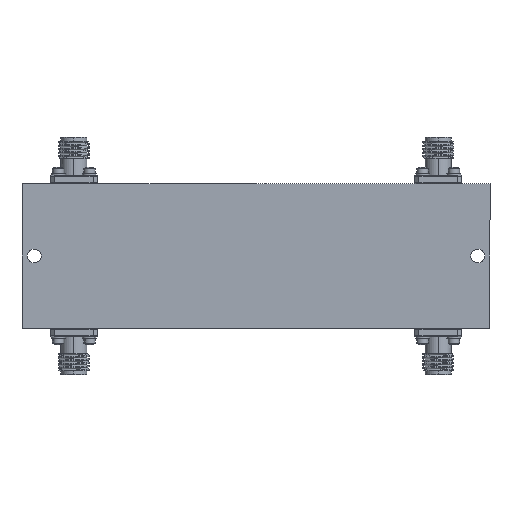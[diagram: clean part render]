
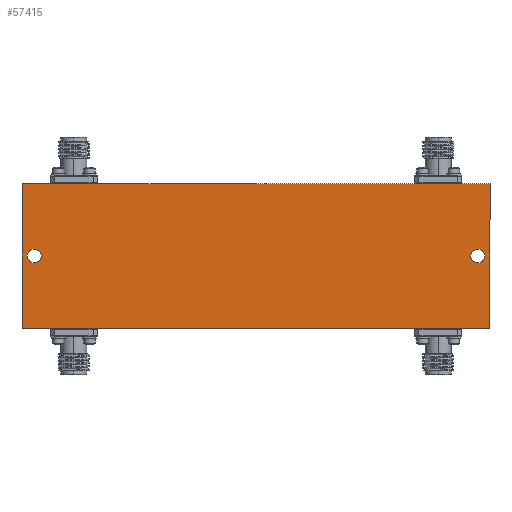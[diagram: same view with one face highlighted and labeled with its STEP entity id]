
A CAD part, front view. The second image highlights one B-rep face of the part: STEP entity #57415.
In plain terms, the highlighted planar face has unit normal (0, -1, 0).
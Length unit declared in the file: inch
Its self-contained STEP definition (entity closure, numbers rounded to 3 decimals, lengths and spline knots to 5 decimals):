
#122 = ORIENTED_EDGE ( 'NONE', *, *, #73122, .F. ) ;
#437 = ORIENTED_EDGE ( 'NONE', *, *, #71628, .T. ) ;
#2818 = EDGE_CURVE ( 'NONE', #20099, #26941, #22189, .T. ) ;
#3652 = CARTESIAN_POINT ( 'NONE',  ( -1.87, 0., -0.5785 ) ) ;
#3955 = VECTOR ( 'NONE', #19317, 39.37008 ) ;
#5559 = CARTESIAN_POINT ( 'NONE',  ( 0., 0., 0. ) ) ;
#6315 = CARTESIAN_POINT ( 'NONE',  ( -1.87, 0., 0.5785 ) ) ;
#6877 = CARTESIAN_POINT ( 'NONE',  ( -1.7715, 0., -0.055 ) ) ;
#7086 = LINE ( 'NONE', #57635, #54177 ) ;
#7224 = DIRECTION ( 'NONE',  ( 0., 1., 0. ) ) ;
#7270 = VERTEX_POINT ( 'NONE', #38543 ) ;
#7542 = CIRCLE ( 'NONE', #11422, 0.055 ) ;
#11110 = CIRCLE ( 'NONE', #48594, 0.055 ) ;
#11422 = AXIS2_PLACEMENT_3D ( 'NONE', #22876, #54008, #22066 ) ;
#12030 = AXIS2_PLACEMENT_3D ( 'NONE', #5559, #29910, #79663 ) ;
#12318 = CARTESIAN_POINT ( 'NONE',  ( 1.7715, 0., 0.055 ) ) ;
#12810 = ORIENTED_EDGE ( 'NONE', *, *, #63877, .F. ) ;
#14767 = DIRECTION ( 'NONE',  ( 0., 0., 1. ) ) ;
#18478 = LINE ( 'NONE', #6315, #3955 ) ;
#18655 = EDGE_CURVE ( 'NONE', #43694, #7270, #7542, .T. ) ;
#19317 = DIRECTION ( 'NONE',  ( 1., 0., 0. ) ) ;
#20099 = VERTEX_POINT ( 'NONE', #12318 ) ;
#20392 = ORIENTED_EDGE ( 'NONE', *, *, #25978, .T. ) ;
#22066 = DIRECTION ( 'NONE',  ( 0., 0., 1. ) ) ;
#22189 = CIRCLE ( 'NONE', #40306, 0.055 ) ;
#22876 = CARTESIAN_POINT ( 'NONE',  ( -1.7715, 0., 0. ) ) ;
#25978 = EDGE_CURVE ( 'NONE', #26941, #20099, #11110, .T. ) ;
#26941 = VERTEX_POINT ( 'NONE', #69576 ) ;
#27924 = PLANE ( 'NONE',  #12030 ) ;
#28573 = CARTESIAN_POINT ( 'NONE',  ( -1.7715, 0., 0. ) ) ;
#28966 = DIRECTION ( 'NONE',  ( 0., 1., 0. ) ) ;
#29910 = DIRECTION ( 'NONE',  ( 0., 1., 0. ) ) ;
#34390 = FACE_BOUND ( 'NONE', #63096, .T. ) ;
#38322 = EDGE_CURVE ( 'NONE', #45153, #62631, #7086, .T. ) ;
#38543 = CARTESIAN_POINT ( 'NONE',  ( -1.7715, 0., 0.055 ) ) ;
#39423 = DIRECTION ( 'NONE',  ( 0., 0., 1. ) ) ;
#40306 = AXIS2_PLACEMENT_3D ( 'NONE', #69406, #75470, #39423 ) ;
#42882 = CARTESIAN_POINT ( 'NONE',  ( 1.7715, 0., 0. ) ) ;
#43303 = VECTOR ( 'NONE', #56117, 39.37008 ) ;
#43694 = VERTEX_POINT ( 'NONE', #6877 ) ;
#43716 = DIRECTION ( 'NONE',  ( 0., 0., 1. ) ) ;
#44424 = CARTESIAN_POINT ( 'NONE',  ( 1.87, 0., -0.5785 ) ) ;
#45153 = VERTEX_POINT ( 'NONE', #80020 ) ;
#45387 = ORIENTED_EDGE ( 'NONE', *, *, #73668, .F. ) ;
#48594 = AXIS2_PLACEMENT_3D ( 'NONE', #42882, #7224, #43716 ) ;
#49272 = AXIS2_PLACEMENT_3D ( 'NONE', #28573, #28966, #77904 ) ;
#50474 = CARTESIAN_POINT ( 'NONE',  ( 1.87, 0., -0.5785 ) ) ;
#52086 = EDGE_LOOP ( 'NONE', ( #122, #45387, #61885, #12810 ) ) ;
#53140 = CIRCLE ( 'NONE', #49272, 0.055 ) ;
#54008 = DIRECTION ( 'NONE',  ( 0., 1., 0. ) ) ;
#54177 = VECTOR ( 'NONE', #14767, 39.37008 ) ;
#56117 = DIRECTION ( 'NONE',  ( 0., 0., -1. ) ) ;
#57415 = ADVANCED_FACE ( 'NONE', ( #34390, #72356, #60197 ), #27924, .F. ) ;
#57635 = CARTESIAN_POINT ( 'NONE',  ( -1.87, 0., -0.5785 ) ) ;
#60197 = FACE_OUTER_BOUND ( 'NONE', #52086, .T. ) ;
#60827 = CARTESIAN_POINT ( 'NONE',  ( 1.87, 0., 0.5785 ) ) ;
#61885 = ORIENTED_EDGE ( 'NONE', *, *, #38322, .F. ) ;
#62631 = VERTEX_POINT ( 'NONE', #73776 ) ;
#63096 = EDGE_LOOP ( 'NONE', ( #437, #74934 ) ) ;
#63877 = EDGE_CURVE ( 'NONE', #70588, #45153, #77739, .T. ) ;
#64634 = EDGE_LOOP ( 'NONE', ( #78789, #20392 ) ) ;
#66534 = VERTEX_POINT ( 'NONE', #60827 ) ;
#69406 = CARTESIAN_POINT ( 'NONE',  ( 1.7715, 0., 0. ) ) ;
#69576 = CARTESIAN_POINT ( 'NONE',  ( 1.7715, 0., -0.055 ) ) ;
#70588 = VERTEX_POINT ( 'NONE', #44424 ) ;
#71628 = EDGE_CURVE ( 'NONE', #7270, #43694, #53140, .T. ) ;
#71647 = DIRECTION ( 'NONE',  ( -1., 0., 0. ) ) ;
#72356 = FACE_BOUND ( 'NONE', #64634, .T. ) ;
#73122 = EDGE_CURVE ( 'NONE', #66534, #70588, #74775, .T. ) ;
#73668 = EDGE_CURVE ( 'NONE', #62631, #66534, #18478, .T. ) ;
#73776 = CARTESIAN_POINT ( 'NONE',  ( -1.87, 0., 0.5785 ) ) ;
#74775 = LINE ( 'NONE', #50474, #43303 ) ;
#74934 = ORIENTED_EDGE ( 'NONE', *, *, #18655, .T. ) ;
#75470 = DIRECTION ( 'NONE',  ( 0., 1., 0. ) ) ;
#77572 = VECTOR ( 'NONE', #71647, 39.37008 ) ;
#77739 = LINE ( 'NONE', #3652, #77572 ) ;
#77904 = DIRECTION ( 'NONE',  ( 0., 0., 1. ) ) ;
#78789 = ORIENTED_EDGE ( 'NONE', *, *, #2818, .T. ) ;
#79663 = DIRECTION ( 'NONE',  ( 0., 0., 1. ) ) ;
#80020 = CARTESIAN_POINT ( 'NONE',  ( -1.87, 0., -0.5785 ) ) ;
